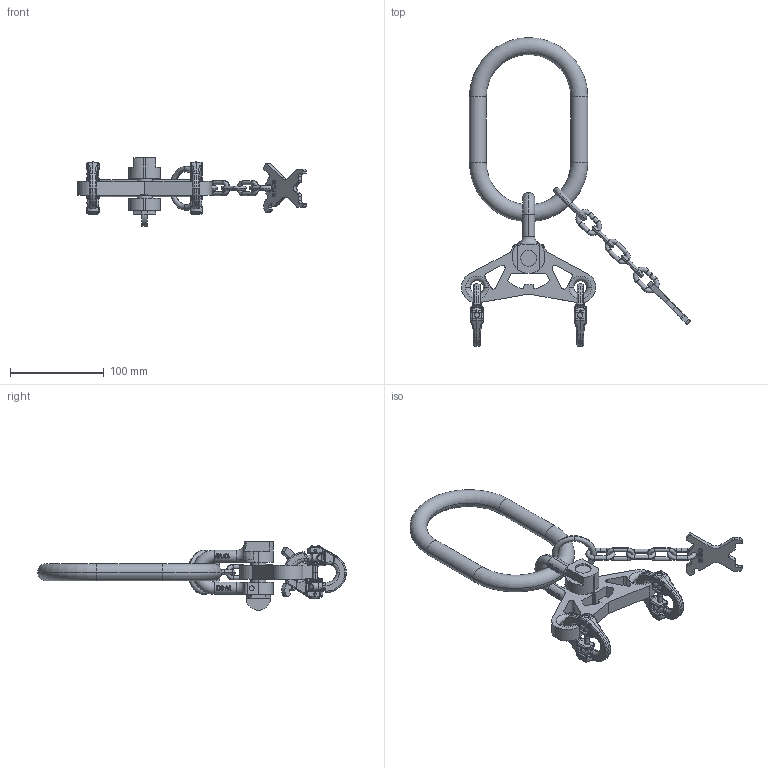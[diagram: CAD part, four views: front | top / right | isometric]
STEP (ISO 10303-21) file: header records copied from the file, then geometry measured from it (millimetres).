
FILE_DESCRIPTION((''),'2;1');
FILE_NAME('001-M34963-P-1_ASM','2019-01-24T',('anja.joas'),(''),'PRO/ENGINEER BY PARAMETRIC TECHNOLOGY CORPORATION, 2011490','PRO/ENGINEER BY PARAMETRIC TECHNOLOGY CORPORATION, 2011490','');
FILE_SCHEMA(('CONFIG_CONTROL_DESIGN'));
Length unit declared in the file: millimetre
Products named in the file (12): 001-M34554-P-1; 001-M31004-P-1; 001-M34675-P-2; 001-M34314-P-1; 001-M34314-P-2; 001-M34314-P-2_ASM; 001-M31128-V01; 001-M31129-P-3; 001-M33743-001; 001-M31130-003_ASM; 001-M33457-P-1; 001-M34963-P-1_ASM
Assembly tree (15 placements, depth 3):
  001-M34963-P-1_ASM
    001-M34554-P-1
    001-M31004-P-1
    001-M34675-P-2
    001-M34314-P-2_ASM  x2
      001-M34314-P-1
      001-M34314-P-2
    001-M31128-V01
    001-M31129-P-3  x2
    001-M31130-003_ASM
      001-M33743-001  x3
    001-M33457-P-1
Bounding box: 243.77 x 328.8 x 73 mm (x, y, z)
Volume: 302813.2 mm3; surface area: 95367.3 mm2
Topology: 14 solids, 14 shells, 3076 faces, 8170 edges, 5209 vertices
Faces by surface type: plane 2031, cylinder 472, bspline 343, torus 152, cone 78
Entity records: 79568 total; most frequent: CARTESIAN_POINT 26964, ORIENTED_EDGE 11504, DIRECTION 9914, EDGE_CURVE 5752, VECTOR 4396, LINE 4396, VERTEX_POINT 3709, AXIS2_PLACEMENT_3D 2759
